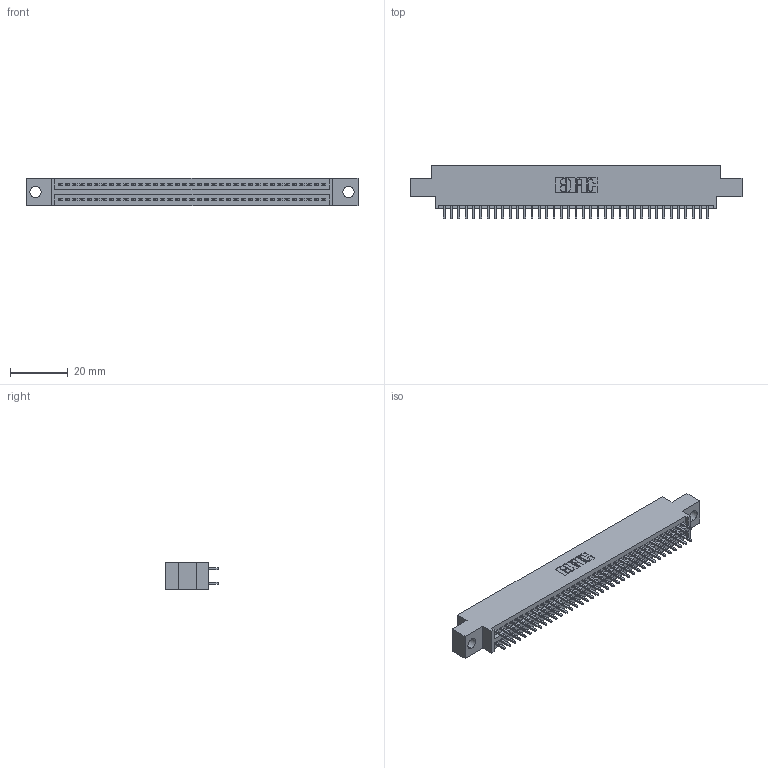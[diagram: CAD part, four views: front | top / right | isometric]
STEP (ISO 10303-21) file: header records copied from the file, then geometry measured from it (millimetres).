
FILE_DESCRIPTION (( 'STEP AP203' ), '1' );
FILE_NAME ('345-074-521-804.STEP', '2018-10-02T11:28:25', ( '' ), ( '' ), 'SwSTEP 2.0', 'SolidWorks 2016', '' );
FILE_SCHEMA (( 'CONFIG_CONTROL_DESIGN' ));
Length unit declared in the file: inch
Products named in the file (3): 345-292-001_345-293-121; 345-074-521-804; 345 Part_0.170 Offset - 0.156 Dia-TH
Assembly tree (75 placements, depth 2):
  345-074-521-804
    345 Part_0.170 Offset - 0.156 Dia-TH
    345-292-001_345-293-121  x74
Bounding box: 115.19 x 18.72 x 9.4 mm (x, y, z)
Volume: 10911.7 mm3; surface area: 15794.6 mm2
Topology: 75 solids, 75 shells, 3830 faces, 11379 edges, 7486 vertices
Faces by surface type: plane 2526, cylinder 1304
Entity records: 29857 total; most frequent: CARTESIAN_POINT 5012, ORIENTED_EDGE 4946, DIRECTION 4425, EDGE_CURVE 2473, LINE 2193, VECTOR 2193, VERTEX_POINT 1646, AXIS2_PLACEMENT_3D 1116
